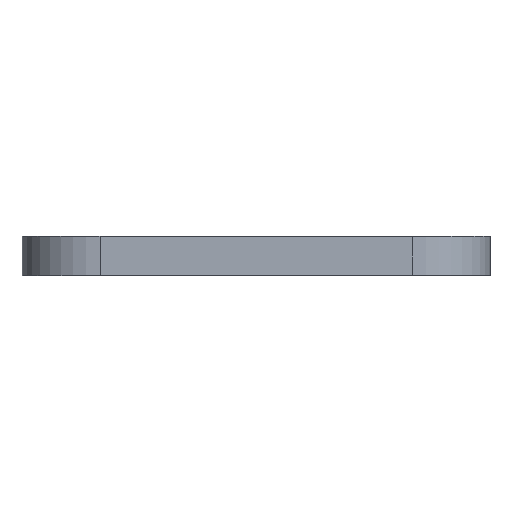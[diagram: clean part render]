
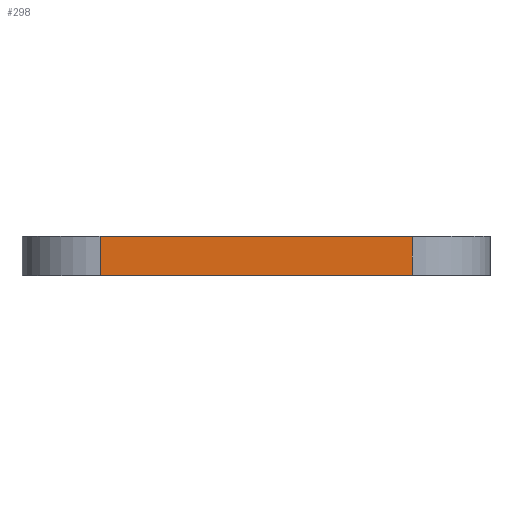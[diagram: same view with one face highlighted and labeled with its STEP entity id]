
A CAD part, left-side view. The second image highlights one B-rep face of the part: STEP entity #298.
In plain terms, the highlighted planar face has unit normal (-1, 0, 0).
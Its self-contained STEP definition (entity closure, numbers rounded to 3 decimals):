
#26 = EDGE_CURVE ( 'NONE', #390, #538, #958, .T. ) ;
#148 = ORIENTED_EDGE ( 'NONE', *, *, #364, .F. ) ;
#198 = DIRECTION ( 'NONE',  ( 0., 0., -1. ) ) ;
#256 = CARTESIAN_POINT ( 'NONE',  ( -40., -20., 5. ) ) ;
#265 = DIRECTION ( 'NONE',  ( 1., 0., 0. ) ) ;
#268 = CARTESIAN_POINT ( 'NONE',  ( -40., 20., 5. ) ) ;
#275 = ORIENTED_EDGE ( 'NONE', *, *, #26, .T. ) ;
#277 = LINE ( 'NONE', #575, #903 ) ;
#291 = LINE ( 'NONE', #901, #1017 ) ;
#297 = LINE ( 'NONE', #761, #715 ) ;
#298 = ADVANCED_FACE ( 'NONE', ( #889 ), #953, .F. ) ;
#302 = DIRECTION ( 'NONE',  ( 0., -1., 0. ) ) ;
#348 = AXIS2_PLACEMENT_3D ( 'NONE', #256, #265, #511 ) ;
#362 = DIRECTION ( 'NONE',  ( 0., -1., 0. ) ) ;
#364 = EDGE_CURVE ( 'NONE', #390, #428, #277, .T. ) ;
#370 = CARTESIAN_POINT ( 'NONE',  ( -40., 20., 5. ) ) ;
#390 = VERTEX_POINT ( 'NONE', #370 ) ;
#428 = VERTEX_POINT ( 'NONE', #617 ) ;
#436 = EDGE_CURVE ( 'NONE', #538, #697, #297, .T. ) ;
#444 = CARTESIAN_POINT ( 'NONE',  ( -40., -20., 0. ) ) ;
#461 = EDGE_CURVE ( 'NONE', #428, #697, #291, .T. ) ;
#511 = DIRECTION ( 'NONE',  ( 0., 0., -1. ) ) ;
#538 = VERTEX_POINT ( 'NONE', #577 ) ;
#575 = CARTESIAN_POINT ( 'NONE',  ( -40., -20., 5. ) ) ;
#577 = CARTESIAN_POINT ( 'NONE',  ( -40., 20., 0. ) ) ;
#586 = DIRECTION ( 'NONE',  ( 0., 0., -1. ) ) ;
#617 = CARTESIAN_POINT ( 'NONE',  ( -40., -20., 5. ) ) ;
#697 = VERTEX_POINT ( 'NONE', #444 ) ;
#715 = VECTOR ( 'NONE', #302, 1000. ) ;
#761 = CARTESIAN_POINT ( 'NONE',  ( -40., -20., 0. ) ) ;
#885 = VECTOR ( 'NONE', #586, 1000. ) ;
#889 = FACE_OUTER_BOUND ( 'NONE', #924, .T. ) ;
#901 = CARTESIAN_POINT ( 'NONE',  ( -40., -20., 5. ) ) ;
#903 = VECTOR ( 'NONE', #362, 1000. ) ;
#918 = ORIENTED_EDGE ( 'NONE', *, *, #461, .F. ) ;
#924 = EDGE_LOOP ( 'NONE', ( #1012, #918, #148, #275 ) ) ;
#953 = PLANE ( 'NONE',  #348 ) ;
#958 = LINE ( 'NONE', #268, #885 ) ;
#1012 = ORIENTED_EDGE ( 'NONE', *, *, #436, .T. ) ;
#1017 = VECTOR ( 'NONE', #198, 1000. ) ;
